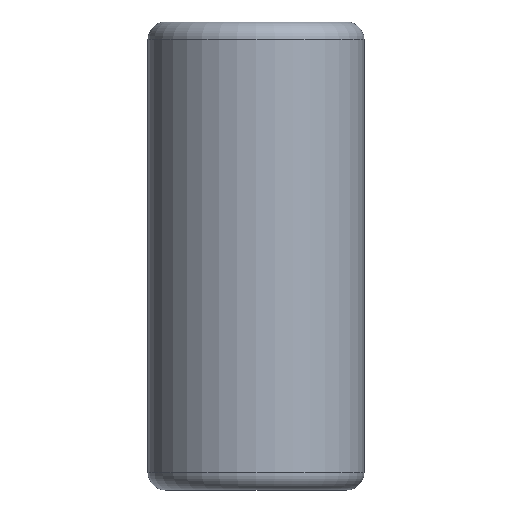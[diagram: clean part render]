
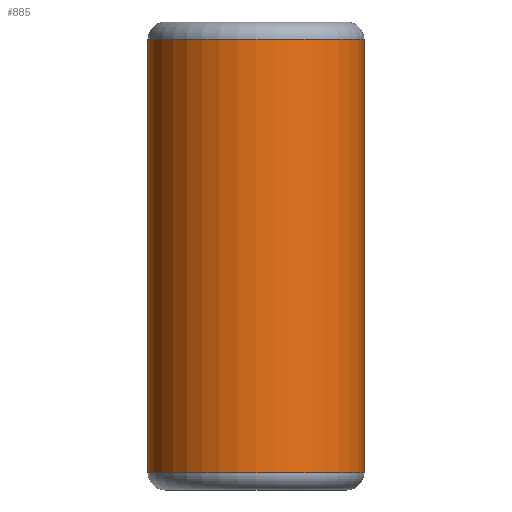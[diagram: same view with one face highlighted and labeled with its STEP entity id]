
A CAD part, front view. The second image highlights one B-rep face of the part: STEP entity #885.
In plain terms, the highlighted cylindrical face has radius 4.75 mm (diameter 9.5 mm), a partial arc.
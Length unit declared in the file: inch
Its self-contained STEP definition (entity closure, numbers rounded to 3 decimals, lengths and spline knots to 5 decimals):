
#17 = CYLINDRICAL_SURFACE ( 'NONE', #1136, 0.187 ) ;
#119 = ORIENTED_EDGE ( 'NONE', *, *, #901, .T. ) ;
#190 = CARTESIAN_POINT ( 'NONE',  ( -0.062, -0.843, 0.375 ) ) ;
#222 = DIRECTION ( 'NONE',  ( 0., 0., 1. ) ) ;
#229 = EDGE_CURVE ( 'NONE', #1733, #249, #1409, .T. ) ;
#249 = VERTEX_POINT ( 'NONE', #1644 ) ;
#302 = AXIS2_PLACEMENT_3D ( 'NONE', #1227, #600, #406 ) ;
#313 = VECTOR ( 'NONE', #2542, 39.37008 ) ;
#406 = DIRECTION ( 'NONE',  ( 1., 0., 0. ) ) ;
#417 = VERTEX_POINT ( 'NONE', #736 ) ;
#495 = CARTESIAN_POINT ( 'NONE',  ( 0.125, -0.843, 0. ) ) ;
#525 = DIRECTION ( 'NONE',  ( 0., 0., 1. ) ) ;
#591 = LINE ( 'NONE', #2330, #1065 ) ;
#600 = DIRECTION ( 'NONE',  ( 0., 0., 1. ) ) ;
#612 = CIRCLE ( 'NONE', #2462, 0.187 ) ;
#688 = EDGE_LOOP ( 'NONE', ( #2451, #1067, #2520, #119 ) ) ;
#736 = CARTESIAN_POINT ( 'NONE',  ( -0.062, -0.843, -0.375 ) ) ;
#838 = LINE ( 'NONE', #1113, #313 ) ;
#885 = ADVANCED_FACE ( 'NONE', ( #940 ), #17, .T. ) ;
#901 = EDGE_CURVE ( 'NONE', #1733, #417, #838, .T. ) ;
#940 = FACE_OUTER_BOUND ( 'NONE', #688, .T. ) ;
#955 = EDGE_CURVE ( 'NONE', #2593, #249, #591, .T. ) ;
#1065 = VECTOR ( 'NONE', #222, 39.37008 ) ;
#1067 = ORIENTED_EDGE ( 'NONE', *, *, #955, .T. ) ;
#1113 = CARTESIAN_POINT ( 'NONE',  ( -0.062, -0.843, 0.375 ) ) ;
#1136 = AXIS2_PLACEMENT_3D ( 'NONE', #495, #2310, #1930 ) ;
#1219 = EDGE_CURVE ( 'NONE', #417, #2593, #612, .T. ) ;
#1227 = CARTESIAN_POINT ( 'NONE',  ( 0.125, -0.843, 0.375 ) ) ;
#1409 = CIRCLE ( 'NONE', #302, 0.187 ) ;
#1644 = CARTESIAN_POINT ( 'NONE',  ( 0.312, -0.843, 0.375 ) ) ;
#1733 = VERTEX_POINT ( 'NONE', #190 ) ;
#1745 = CARTESIAN_POINT ( 'NONE',  ( 0.125, -0.843, -0.375 ) ) ;
#1930 = DIRECTION ( 'NONE',  ( 1., 0., 0. ) ) ;
#1966 = DIRECTION ( 'NONE',  ( 1., 0., 0. ) ) ;
#2310 = DIRECTION ( 'NONE',  ( 0., 0., 1. ) ) ;
#2330 = CARTESIAN_POINT ( 'NONE',  ( 0.312, -0.843, 0. ) ) ;
#2333 = CARTESIAN_POINT ( 'NONE',  ( 0.312, -0.843, -0.375 ) ) ;
#2451 = ORIENTED_EDGE ( 'NONE', *, *, #1219, .T. ) ;
#2462 = AXIS2_PLACEMENT_3D ( 'NONE', #1745, #525, #1966 ) ;
#2520 = ORIENTED_EDGE ( 'NONE', *, *, #229, .F. ) ;
#2542 = DIRECTION ( 'NONE',  ( 0., 0., -1. ) ) ;
#2593 = VERTEX_POINT ( 'NONE', #2333 ) ;
